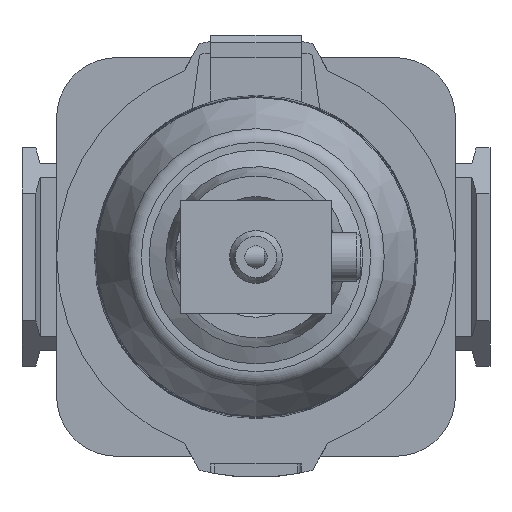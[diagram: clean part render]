
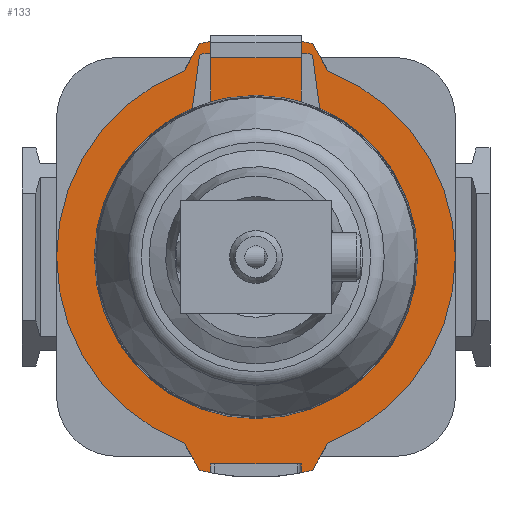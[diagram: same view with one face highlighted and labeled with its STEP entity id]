
A CAD part, front view. The second image highlights one B-rep face of the part: STEP entity #133.
In plain terms, the highlighted planar face has unit normal (0, -1, 0).
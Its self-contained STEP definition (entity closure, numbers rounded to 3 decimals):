
#133 = ADVANCED_FACE( '', ( #620, #621 ), #622, .F. );
#620 = FACE_BOUND( '', #1459, .T. );
#621 = FACE_OUTER_BOUND( '', #1460, .T. );
#622 = PLANE( '', #1461 );
#1459 = EDGE_LOOP( '', ( #2697 ) );
#1460 = EDGE_LOOP( '', ( #2698, #2699, #2700, #2701, #2702, #2703, #2704, #2705, #2706, #2707, #2708, #2709, #2710, #2711, #2712, #2713, #2714, #2715 ) );
#1461 = AXIS2_PLACEMENT_3D( '', #2716, #2717, #2718 );
#2697 = ORIENTED_EDGE( '', *, *, #5328, .T. );
#2698 = ORIENTED_EDGE( '', *, *, #5464, .F. );
#2699 = ORIENTED_EDGE( '', *, *, #5304, .T. );
#2700 = ORIENTED_EDGE( '', *, *, #5465, .T. );
#2701 = ORIENTED_EDGE( '', *, *, #5466, .F. );
#2702 = ORIENTED_EDGE( '', *, *, #5467, .F. );
#2703 = ORIENTED_EDGE( '', *, *, #5468, .F. );
#2704 = ORIENTED_EDGE( '', *, *, #5469, .F. );
#2705 = ORIENTED_EDGE( '', *, *, #5470, .F. );
#2706 = ORIENTED_EDGE( '', *, *, #5471, .F. );
#2707 = ORIENTED_EDGE( '', *, *, #5472, .T. );
#2708 = ORIENTED_EDGE( '', *, *, #5473, .T. );
#2709 = ORIENTED_EDGE( '', *, *, #5474, .F. );
#2710 = ORIENTED_EDGE( '', *, *, #5475, .F. );
#2711 = ORIENTED_EDGE( '', *, *, #5476, .F. );
#2712 = ORIENTED_EDGE( '', *, *, #5477, .F. );
#2713 = ORIENTED_EDGE( '', *, *, #5478, .F. );
#2714 = ORIENTED_EDGE( '', *, *, #5479, .F. );
#2715 = ORIENTED_EDGE( '', *, *, #5480, .F. );
#2716 = CARTESIAN_POINT( '', ( 0., -30.6, 0. ) );
#2717 = DIRECTION( '', ( 0., 1., 0. ) );
#2718 = DIRECTION( '', ( 0., 0., 1. ) );
#5304 = EDGE_CURVE( '', #6388, #6383, #6389, .T. );
#5328 = EDGE_CURVE( '', #6431, #6431, #6432, .T. );
#5464 = EDGE_CURVE( '', #6388, #6690, #6691, .T. );
#5465 = EDGE_CURVE( '', #6383, #6692, #6693, .T. );
#5466 = EDGE_CURVE( '', #6694, #6692, #6695, .T. );
#5467 = EDGE_CURVE( '', #6696, #6694, #6697, .T. );
#5468 = EDGE_CURVE( '', #6698, #6696, #6699, .T. );
#5469 = EDGE_CURVE( '', #6700, #6698, #6701, .T. );
#5470 = EDGE_CURVE( '', #6702, #6700, #6703, .T. );
#5471 = EDGE_CURVE( '', #6704, #6702, #6705, .T. );
#5472 = EDGE_CURVE( '', #6704, #6706, #6707, .T. );
#5473 = EDGE_CURVE( '', #6706, #6708, #6709, .T. );
#5474 = EDGE_CURVE( '', #6710, #6708, #6711, .T. );
#5475 = EDGE_CURVE( '', #6712, #6710, #6713, .T. );
#5476 = EDGE_CURVE( '', #6714, #6712, #6715, .T. );
#5477 = EDGE_CURVE( '', #6716, #6714, #6717, .T. );
#5478 = EDGE_CURVE( '', #6718, #6716, #6719, .T. );
#5479 = EDGE_CURVE( '', #6720, #6718, #6721, .T. );
#5480 = EDGE_CURVE( '', #6690, #6720, #6722, .T. );
#6383 = VERTEX_POINT( '', #8115 );
#6388 = VERTEX_POINT( '', #8123 );
#6389 = LINE( '', #8124, #8125 );
#6431 = VERTEX_POINT( '', #8185 );
#6432 = CIRCLE( '', #8186, 21.481 );
#6690 = VERTEX_POINT( '', #8926 );
#6691 = LINE( '', #8927, #8928 );
#6692 = VERTEX_POINT( '', #8929 );
#6693 = LINE( '', #8930, #8931 );
#6694 = VERTEX_POINT( '', #8932 );
#6695 = CIRCLE( '', #8933, 29.3 );
#6696 = VERTEX_POINT( '', #8934 );
#6697 = LINE( '', #8935, #8936 );
#6698 = VERTEX_POINT( '', #8937 );
#6699 = CIRCLE( '', #8938, 26.5 );
#6700 = VERTEX_POINT( '', #8939 );
#6701 = LINE( '', #8940, #8941 );
#6702 = VERTEX_POINT( '', #8942 );
#6703 = CIRCLE( '', #8943, 29.3 );
#6704 = VERTEX_POINT( '', #8944 );
#6705 = LINE( '', #8945, #8946 );
#6706 = VERTEX_POINT( '', #8947 );
#6707 = LINE( '', #8948, #8949 );
#6708 = VERTEX_POINT( '', #8950 );
#6709 = LINE( '', #8951, #8952 );
#6710 = VERTEX_POINT( '', #8953 );
#6711 = CIRCLE( '', #8954, 29.3 );
#6712 = VERTEX_POINT( '', #8955 );
#6713 = LINE( '', #8956, #8957 );
#6714 = VERTEX_POINT( '', #8958 );
#6715 = CIRCLE( '', #8959, 26.5 );
#6716 = VERTEX_POINT( '', #8960 );
#6717 = LINE( '', #8961, #8962 );
#6718 = VERTEX_POINT( '', #8963 );
#6719 = CIRCLE( '', #8964, 29.3 );
#6720 = VERTEX_POINT( '', #8965 );
#6721 = LINE( '', #8966, #8967 );
#6722 = LINE( '', #8968, #8969 );
#8115 = CARTESIAN_POINT( '', ( -6., -30.6, 28. ) );
#8123 = CARTESIAN_POINT( '', ( -6., -30.6, 26.5 ) );
#8124 = CARTESIAN_POINT( '', ( -6., -30.6, 27.3 ) );
#8125 = VECTOR( '', #10847, 1000. );
#8185 = CARTESIAN_POINT( '', ( 0., -30.6, 21.481 ) );
#8186 = AXIS2_PLACEMENT_3D( '', #10884, #10885, #10886 );
#8926 = CARTESIAN_POINT( '', ( 6., -30.6, 26.5 ) );
#8927 = CARTESIAN_POINT( '', ( 0., -30.6, 26.5 ) );
#8928 = VECTOR( '', #11067, 1000. );
#8929 = CARTESIAN_POINT( '', ( -6., -30.6, 28.679 ) );
#8930 = CARTESIAN_POINT( '', ( -6., -30.6, 27.3 ) );
#8931 = VECTOR( '', #11068, 1000. );
#8932 = CARTESIAN_POINT( '', ( -7.5, -30.6, 28.324 ) );
#8933 = AXIS2_PLACEMENT_3D( '', #11069, #11070, #11071 );
#8934 = CARTESIAN_POINT( '', ( -9.59, -30.6, 24.704 ) );
#8935 = CARTESIAN_POINT( '', ( -9.59, -30.6, 24.704 ) );
#8936 = VECTOR( '', #11072, 1000. );
#8937 = CARTESIAN_POINT( '', ( -9.59, -30.6, -24.704 ) );
#8938 = AXIS2_PLACEMENT_3D( '', #11073, #11074, #11075 );
#8939 = CARTESIAN_POINT( '', ( -7.5, -30.6, -28.324 ) );
#8940 = CARTESIAN_POINT( '', ( -7.5, -30.6, -28.324 ) );
#8941 = VECTOR( '', #11076, 1000. );
#8942 = CARTESIAN_POINT( '', ( -6., -30.6, -28.679 ) );
#8943 = AXIS2_PLACEMENT_3D( '', #11077, #11078, #11079 );
#8944 = CARTESIAN_POINT( '', ( -6., -30.6, -27.5 ) );
#8945 = CARTESIAN_POINT( '', ( -6., -30.6, -27.5 ) );
#8946 = VECTOR( '', #11080, 1000. );
#8947 = CARTESIAN_POINT( '', ( 6., -30.6, -27.5 ) );
#8948 = CARTESIAN_POINT( '', ( -6., -30.6, -27.5 ) );
#8949 = VECTOR( '', #11081, 1000. );
#8950 = CARTESIAN_POINT( '', ( 6., -30.6, -28.679 ) );
#8951 = CARTESIAN_POINT( '', ( 6., -30.6, -27.5 ) );
#8952 = VECTOR( '', #11082, 1000. );
#8953 = CARTESIAN_POINT( '', ( 7.5, -30.6, -28.324 ) );
#8954 = AXIS2_PLACEMENT_3D( '', #11083, #11084, #11085 );
#8955 = CARTESIAN_POINT( '', ( 9.59, -30.6, -24.704 ) );
#8956 = CARTESIAN_POINT( '', ( 9.59, -30.6, -24.704 ) );
#8957 = VECTOR( '', #11086, 1000. );
#8958 = CARTESIAN_POINT( '', ( 9.59, -30.6, 24.704 ) );
#8959 = AXIS2_PLACEMENT_3D( '', #11087, #11088, #11089 );
#8960 = CARTESIAN_POINT( '', ( 7.5, -30.6, 28.324 ) );
#8961 = CARTESIAN_POINT( '', ( 7.5, -30.6, 28.324 ) );
#8962 = VECTOR( '', #11090, 1000. );
#8963 = CARTESIAN_POINT( '', ( 6., -30.6, 28.679 ) );
#8964 = AXIS2_PLACEMENT_3D( '', #11091, #11092, #11093 );
#8965 = CARTESIAN_POINT( '', ( 6., -30.6, 28. ) );
#8966 = CARTESIAN_POINT( '', ( 6., -30.6, 27.3 ) );
#8967 = VECTOR( '', #11094, 1000. );
#8968 = CARTESIAN_POINT( '', ( 6., -30.6, 27.3 ) );
#8969 = VECTOR( '', #11095, 1000. );
#10847 = DIRECTION( '', ( 0., 0., 1. ) );
#10884 = CARTESIAN_POINT( '', ( 0., -30.6, 0. ) );
#10885 = DIRECTION( '', ( 0., 1., 0. ) );
#10886 = DIRECTION( '', ( 0., 0., 1. ) );
#11067 = DIRECTION( '', ( 1., 0., 0. ) );
#11068 = DIRECTION( '', ( 0., 0., 1. ) );
#11069 = CARTESIAN_POINT( '', ( 0., -30.6, 0. ) );
#11070 = DIRECTION( '', ( 0., 1., 0. ) );
#11071 = DIRECTION( '', ( 1., 0., 0. ) );
#11072 = DIRECTION( '', ( 0.5, 0., 0.866 ) );
#11073 = CARTESIAN_POINT( '', ( 0., -30.6, 0. ) );
#11074 = DIRECTION( '', ( 0., 1., 0. ) );
#11075 = DIRECTION( '', ( 1., 0., 0. ) );
#11076 = DIRECTION( '', ( -0.5, 0., 0.866 ) );
#11077 = CARTESIAN_POINT( '', ( 0., -30.6, 0. ) );
#11078 = DIRECTION( '', ( 0., 1., 0. ) );
#11079 = DIRECTION( '', ( 1., 0., 0. ) );
#11080 = DIRECTION( '', ( 0., 0., -1. ) );
#11081 = DIRECTION( '', ( 1., 0., 0. ) );
#11082 = DIRECTION( '', ( 0., 0., -1. ) );
#11083 = CARTESIAN_POINT( '', ( 0., -30.6, 0. ) );
#11084 = DIRECTION( '', ( 0., 1., 0. ) );
#11085 = DIRECTION( '', ( 1., 0., 0. ) );
#11086 = DIRECTION( '', ( -0.5, 0., -0.866 ) );
#11087 = CARTESIAN_POINT( '', ( 0., -30.6, 0. ) );
#11088 = DIRECTION( '', ( 0., 1., 0. ) );
#11089 = DIRECTION( '', ( 1., 0., 0. ) );
#11090 = DIRECTION( '', ( 0.5, 0., -0.866 ) );
#11091 = CARTESIAN_POINT( '', ( 0., -30.6, 0. ) );
#11092 = DIRECTION( '', ( 0., 1., 0. ) );
#11093 = DIRECTION( '', ( 1., 0., 0. ) );
#11094 = DIRECTION( '', ( 0., 0., 1. ) );
#11095 = DIRECTION( '', ( 0., 0., 1. ) );
